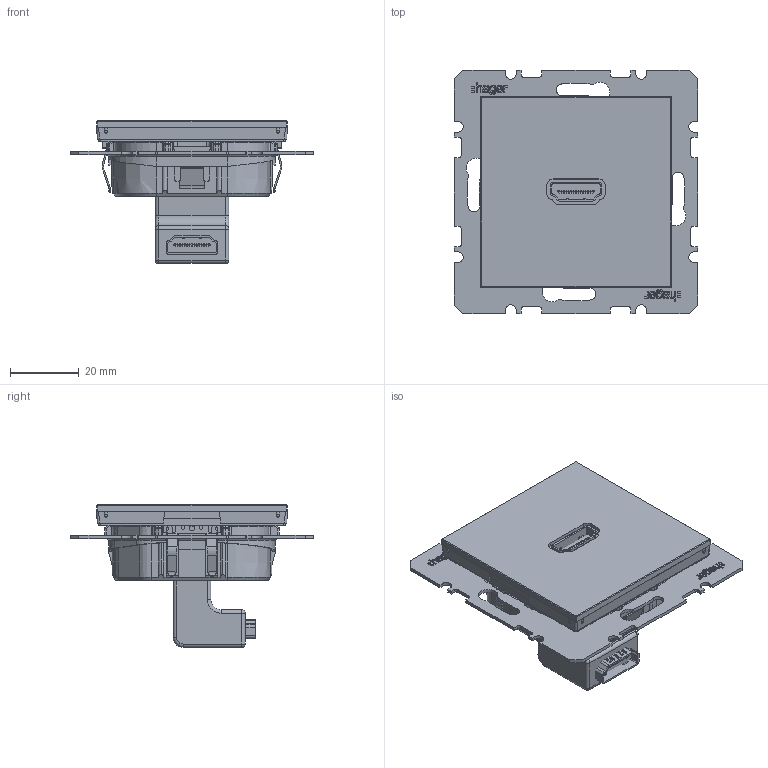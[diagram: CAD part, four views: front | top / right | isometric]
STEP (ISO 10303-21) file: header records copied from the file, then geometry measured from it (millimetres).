
FILE_DESCRIPTION((''),'2;1');
FILE_NAME('WAF4380_GEN_ASM','2025-10-13T11:56:08',('andolfs'),(''),'CREO PARAMETRIC BY PTC INC, 2025010','CREO PARAMETRIC BY PTC INC, 2025010','');
FILE_SCHEMA(('CONFIG_CONTROL_DESIGN','SHAPE_APPEARANCE_LAYERS_GROUPS'));
Products named in the file (16): W4G0159_18; W3A0382_GEN; 9204231001; W4G0491_00; 9204262000; RECEPTACLE_1000002147_PAE_000_AC; GEHAEUSE_1000002163_PAE_000_AA; 471510031_1000002164_PAE_000_AA; ANGULAR-HDMI-CO_1000002165_PRE_000_AB_ASM; NUT_HDMI_1000002216_PAE_000_AA; SNAP-RING_HDMI_1000002215_PAE_000_AA; SCREW_HDMI_1000002214_PAE_000_AA; WASHER_1000003234_PAE_000_AA; HDMI_CONNECTOR__1000002225_PRE_000_AA_ASM; W2T0104_00_ASM; WAF4380_GEN_ASM
Assembly tree (21 placements, depth 5):
  WAF4380_GEN_ASM
    W4G0159_18
    W3A0382_GEN
    9204231001  x2
    W2T0104_00_ASM
      W4G0491_00
      9204262000
      RECEPTACLE_1000002147_PAE_000_AC
      HDMI_CONNECTOR__1000002225_PRE_000_AA_ASM
        ANGULAR-HDMI-CO_1000002165_PRE_000_AB_ASM
          GEHAEUSE_1000002163_PAE_000_AA
          471510031_1000002164_PAE_000_AA  x2
        NUT_HDMI_1000002216_PAE_000_AA  x2
        SNAP-RING_HDMI_1000002215_PAE_000_AA  x2
        SCREW_HDMI_1000002214_PAE_000_AA  x2
        WASHER_1000003234_PAE_000_AA  x2
Bounding box: 70.9 x 70.9 x 41.65 mm (x, y, z)
Volume: 29881.6 mm3; surface area: 33007.1 mm2
Topology: 16 solids, 16 shells, 4875 faces, 13740 edges, 8761 vertices
Faces by surface type: plane 3157, cylinder 1291, bspline 172, sphere 88, torus 81, cone 75, extrusion 11
Entity records: 138265 total; most frequent: CARTESIAN_POINT 33950, ORIENTED_EDGE 19290, DIRECTION 17349, EDGE_CURVE 9645, VECTOR 7161, LINE 7150, VERTEX_POINT 6152, AXIS2_PLACEMENT_3D 5094
